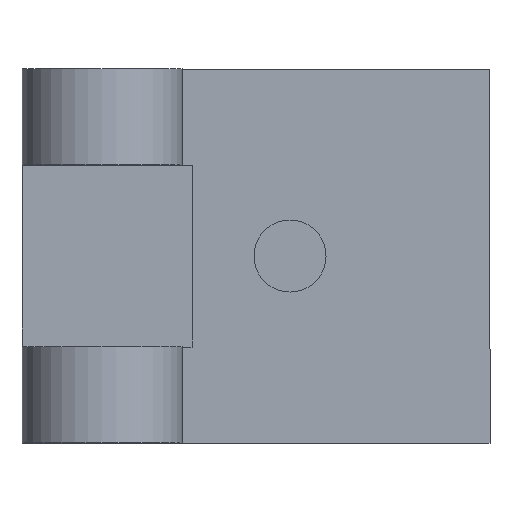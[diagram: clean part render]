
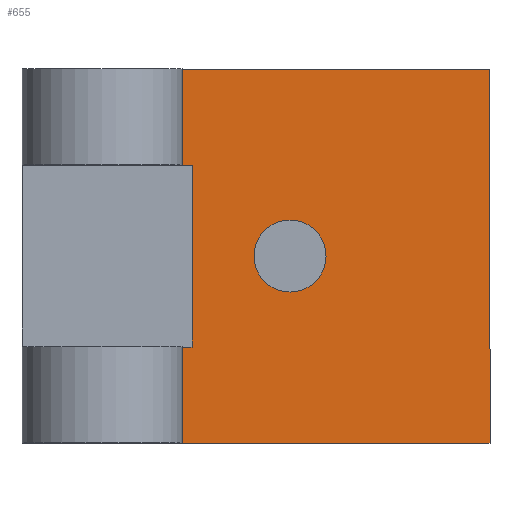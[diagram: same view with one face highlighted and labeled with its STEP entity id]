
A CAD part, top view. The second image highlights one B-rep face of the part: STEP entity #655.
In plain terms, the highlighted face is planar.
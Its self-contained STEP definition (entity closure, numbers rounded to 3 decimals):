
#28 = ORIENTED_EDGE ( 'NONE', *, *, #36, .F. ) ;
#36 = EDGE_CURVE ( 'NONE', #636, #149, #664, .T. ) ;
#55 = EDGE_LOOP ( 'NONE', ( #112, #685 ) ) ;
#61 = EDGE_CURVE ( 'NONE', #755, #204, #311, .T. ) ;
#66 = CARTESIAN_POINT ( 'NONE',  ( -124.352, 454., 8.5 ) ) ;
#78 = LINE ( 'NONE', #529, #100 ) ;
#82 = DIRECTION ( 'NONE',  ( 0., 0., 1. ) ) ;
#86 = LINE ( 'NONE', #641, #440 ) ;
#89 = DIRECTION ( 'NONE',  ( 0., -1., 0. ) ) ;
#98 = EDGE_CURVE ( 'NONE', #212, #636, #488, .T. ) ;
#100 = VECTOR ( 'NONE', #263, 1000. ) ;
#110 = VECTOR ( 'NONE', #451, 1000. ) ;
#112 = ORIENTED_EDGE ( 'NONE', *, *, #879, .T. ) ;
#119 = EDGE_CURVE ( 'NONE', #739, #212, #78, .T. ) ;
#128 = ORIENTED_EDGE ( 'NONE', *, *, #646, .T. ) ;
#130 = CARTESIAN_POINT ( 'NONE',  ( -124.352, 463.1, 8. ) ) ;
#133 = DIRECTION ( 'NONE',  ( 0., -1., 0. ) ) ;
#136 = VECTOR ( 'NONE', #317, 1000. ) ;
#142 = CARTESIAN_POINT ( 'NONE',  ( -124.352, 467.9, -6.9 ) ) ;
#147 = VERTEX_POINT ( 'NONE', #130 ) ;
#149 = VERTEX_POINT ( 'NONE', #324 ) ;
#195 = AXIS2_PLACEMENT_3D ( 'NONE', #410, #627, #82 ) ;
#204 = VERTEX_POINT ( 'NONE', #66 ) ;
#212 = VERTEX_POINT ( 'NONE', #142 ) ;
#227 = CARTESIAN_POINT ( 'NONE',  ( -124.352, 0., 8.5 ) ) ;
#235 = ORIENTED_EDGE ( 'NONE', *, *, #61, .T. ) ;
#236 = VERTEX_POINT ( 'NONE', #888 ) ;
#256 = EDGE_CURVE ( 'NONE', #683, #524, #884, .T. ) ;
#257 = CARTESIAN_POINT ( 'NONE',  ( -124.352, 467.9, -6.9 ) ) ;
#259 = FACE_BOUND ( 'NONE', #55, .T. ) ;
#262 = ORIENTED_EDGE ( 'NONE', *, *, #98, .F. ) ;
#263 = DIRECTION ( 'NONE',  ( 0., 0., -1. ) ) ;
#310 = FACE_OUTER_BOUND ( 'NONE', #887, .T. ) ;
#311 = LINE ( 'NONE', #448, #136 ) ;
#317 = DIRECTION ( 'NONE',  ( 0., 0., 1. ) ) ;
#324 = CARTESIAN_POINT ( 'NONE',  ( -124.352, 449.2, 8.5 ) ) ;
#325 = CARTESIAN_POINT ( 'NONE',  ( -124.352, 458.55, 1.3 ) ) ;
#335 = CARTESIAN_POINT ( 'NONE',  ( -124.352, 458.55, 3.1 ) ) ;
#341 = EDGE_CURVE ( 'NONE', #739, #236, #800, .T. ) ;
#361 = AXIS2_PLACEMENT_3D ( 'NONE', #335, #619, #748 ) ;
#368 = LINE ( 'NONE', #644, #830 ) ;
#370 = CARTESIAN_POINT ( 'NONE',  ( -124.352, 0., 0. ) ) ;
#386 = DIRECTION ( 'NONE',  ( -1., 0., 0. ) ) ;
#387 = VECTOR ( 'NONE', #89, 1000. ) ;
#410 = CARTESIAN_POINT ( 'NONE',  ( -124.352, 458.55, 3.1 ) ) ;
#440 = VECTOR ( 'NONE', #848, 1000. ) ;
#448 = CARTESIAN_POINT ( 'NONE',  ( -124.352, 454., 0. ) ) ;
#451 = DIRECTION ( 'NONE',  ( 0., -1., 0. ) ) ;
#468 = CARTESIAN_POINT ( 'NONE',  ( -124.352, 454., 8. ) ) ;
#475 = VECTOR ( 'NONE', #133, 1000. ) ;
#488 = LINE ( 'NONE', #257, #110 ) ;
#492 = ORIENTED_EDGE ( 'NONE', *, *, #341, .T. ) ;
#513 = CARTESIAN_POINT ( 'NONE',  ( -124.352, 449.2, -6.9 ) ) ;
#517 = DIRECTION ( 'NONE',  ( 0., 0., 1. ) ) ;
#524 = VERTEX_POINT ( 'NONE', #850 ) ;
#529 = CARTESIAN_POINT ( 'NONE',  ( -124.352, 467.9, 13. ) ) ;
#555 = EDGE_CURVE ( 'NONE', #236, #147, #368, .T. ) ;
#572 = VECTOR ( 'NONE', #517, 1000. ) ;
#588 = CARTESIAN_POINT ( 'NONE',  ( -124.352, 0., 8.5 ) ) ;
#607 = ORIENTED_EDGE ( 'NONE', *, *, #555, .T. ) ;
#619 = DIRECTION ( 'NONE',  ( -1., 0., 0. ) ) ;
#620 = CARTESIAN_POINT ( 'NONE',  ( -124.352, 467.9, 8.5 ) ) ;
#627 = DIRECTION ( 'NONE',  ( -1., 0., 0. ) ) ;
#636 = VERTEX_POINT ( 'NONE', #513 ) ;
#641 = CARTESIAN_POINT ( 'NONE',  ( -124.352, 454., 8. ) ) ;
#644 = CARTESIAN_POINT ( 'NONE',  ( -124.352, 463.1, 0. ) ) ;
#646 = EDGE_CURVE ( 'NONE', #204, #149, #715, .T. ) ;
#655 = ADVANCED_FACE ( 'NONE', ( #259, #310 ), #797, .F. ) ;
#664 = LINE ( 'NONE', #665, #572 ) ;
#665 = CARTESIAN_POINT ( 'NONE',  ( -124.352, 449.2, -6.9 ) ) ;
#683 = VERTEX_POINT ( 'NONE', #325 ) ;
#685 = ORIENTED_EDGE ( 'NONE', *, *, #256, .T. ) ;
#691 = CIRCLE ( 'NONE', #195, 1.8 ) ;
#715 = LINE ( 'NONE', #588, #475 ) ;
#716 = DIRECTION ( 'NONE',  ( 0., 0., -1. ) ) ;
#739 = VERTEX_POINT ( 'NONE', #620 ) ;
#748 = DIRECTION ( 'NONE',  ( 0., 0., 1. ) ) ;
#755 = VERTEX_POINT ( 'NONE', #468 ) ;
#776 = AXIS2_PLACEMENT_3D ( 'NONE', #370, #386, #883 ) ;
#792 = ORIENTED_EDGE ( 'NONE', *, *, #866, .T. ) ;
#797 = PLANE ( 'NONE',  #776 ) ;
#800 = LINE ( 'NONE', #227, #387 ) ;
#830 = VECTOR ( 'NONE', #716, 1000. ) ;
#847 = ORIENTED_EDGE ( 'NONE', *, *, #119, .F. ) ;
#848 = DIRECTION ( 'NONE',  ( 0., -1., 0. ) ) ;
#850 = CARTESIAN_POINT ( 'NONE',  ( -124.352, 458.55, 4.9 ) ) ;
#866 = EDGE_CURVE ( 'NONE', #147, #755, #86, .T. ) ;
#879 = EDGE_CURVE ( 'NONE', #524, #683, #691, .T. ) ;
#883 = DIRECTION ( 'NONE',  ( 0., 0., 1. ) ) ;
#884 = CIRCLE ( 'NONE', #361, 1.8 ) ;
#887 = EDGE_LOOP ( 'NONE', ( #492, #607, #792, #235, #128, #28, #262, #847 ) ) ;
#888 = CARTESIAN_POINT ( 'NONE',  ( -124.352, 463.1, 8.5 ) ) ;
